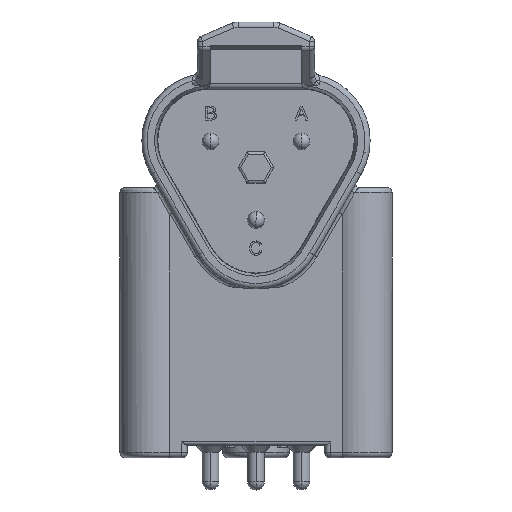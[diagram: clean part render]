
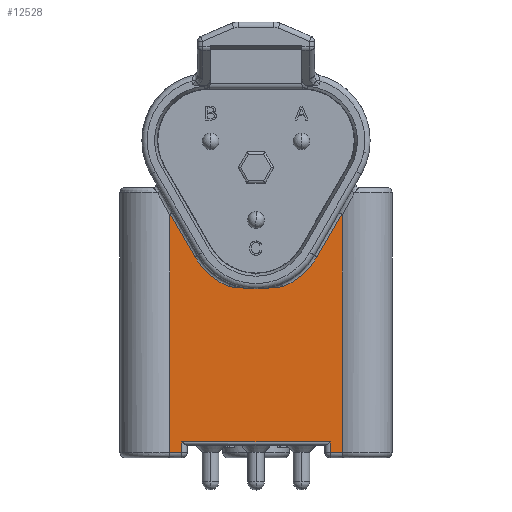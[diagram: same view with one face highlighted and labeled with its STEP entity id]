
A CAD part, front view. The second image highlights one B-rep face of the part: STEP entity #12528.
In plain terms, the highlighted planar face has unit normal (0, -1, 0).
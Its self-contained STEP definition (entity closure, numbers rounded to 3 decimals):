
#1410=DIRECTION('',(-1.,0.,0.));
#1411=VECTOR('',#1410,14.05);
#1412=CARTESIAN_POINT('',(7.025,16.89,-25.994));
#1413=LINE('',#1412,#1411);
#1414=DIRECTION('',(-1.,0.,0.));
#1415=VECTOR('',#1414,1.145);
#1416=CARTESIAN_POINT('',(-7.025,16.89,-26.994));
#1417=LINE('',#1416,#1415);
#1418=DIRECTION('',(0.,0.,1.));
#1419=VECTOR('',#1418,22.42);
#1420=CARTESIAN_POINT('',(-8.17,16.89,-26.994));
#1421=LINE('',#1420,#1419);
#1422=CARTESIAN_POINT('',(-8.114,16.89,-4.42));
#1423=CARTESIAN_POINT('',(-8.125,16.89,-4.427));
#1424=CARTESIAN_POINT('',(-8.143,16.89,
-4.444));
#1425=CARTESIAN_POINT('',(-8.16,16.89,
-4.482));
#1426=CARTESIAN_POINT('',(-8.168,16.89,
-4.524));
#1427=CARTESIAN_POINT('',(-8.17,16.89,
-4.557));
#1428=CARTESIAN_POINT('',(-8.17,16.89,
-4.574));
#1430=DIRECTION('',(0.5,0.,-0.866));
#1431=VECTOR('',#1430,4.658);
#1432=CARTESIAN_POINT('',(-8.114,16.89,-4.42));
#1433=LINE('',#1432,#1431);
#1434=CARTESIAN_POINT('',(0.,16.89,-5.114));
#1435=DIRECTION('',(0.,-1.,0.));
#1436=DIRECTION('',(-0.866,0.,-0.5));
#1437=AXIS2_PLACEMENT_3D('',#1434,#1435,#1436);
#1439=CARTESIAN_POINT('',(0.,16.89,-5.114));
#1440=DIRECTION('',(0.,-1.,0.));
#1441=DIRECTION('',(-0.112,0.,-0.994));
#1442=AXIS2_PLACEMENT_3D('',#1439,#1440,#1441);
#1444=CARTESIAN_POINT('',(0.,16.89,-5.114));
#1445=DIRECTION('',(0.,-1.,0.));
#1446=DIRECTION('',(0.38,0.,-0.925));
#1447=AXIS2_PLACEMENT_3D('',#1444,#1445,#1446);
#1449=DIRECTION('',(0.5,0.,0.866));
#1450=VECTOR('',#1449,4.658);
#1451=CARTESIAN_POINT('',(5.785,16.89,-8.454));
#1452=LINE('',#1451,#1450);
#1453=CARTESIAN_POINT('',(8.17,16.89,-4.574));
#1454=CARTESIAN_POINT('',(8.17,16.89,-4.557));
#1455=CARTESIAN_POINT('',(8.168,16.89,-4.525));
#1456=CARTESIAN_POINT('',(8.16,16.89,-4.482));
#1457=CARTESIAN_POINT('',(8.143,16.89,-4.444));
#1458=CARTESIAN_POINT('',(8.125,16.89,-4.427));
#1459=CARTESIAN_POINT('',(8.114,16.89,-4.42));
#1461=DIRECTION('',(0.,0.,-1.));
#1462=VECTOR('',#1461,22.42);
#1463=CARTESIAN_POINT('',(8.17,16.89,-4.574));
#1464=LINE('',#1463,#1462);
#1465=DIRECTION('',(-1.,0.,0.));
#1466=VECTOR('',#1465,1.145);
#1467=CARTESIAN_POINT('',(8.17,16.89,-26.994));
#1468=LINE('',#1467,#1466);
#1492=DIRECTION('',(0.,0.,-1.));
#1493=VECTOR('',#1492,1.);
#1494=CARTESIAN_POINT('',(7.025,16.89,-25.994));
#1495=LINE('',#1494,#1493);
#6719=CARTESIAN_POINT('',(2.536,16.89,-11.294));
#6720=CARTESIAN_POINT('',(2.318,16.89,-11.314));
#6721=CARTESIAN_POINT('',(1.893,16.89,-11.348));
#6722=CARTESIAN_POINT('',(1.286,16.89,-11.397));
#6723=CARTESIAN_POINT('',(0.9,16.89,-11.433));
#6724=CARTESIAN_POINT('',(0.712,16.89,-11.454));
#6774=CARTESIAN_POINT('',(-0.712,16.89,-11.454));
#6775=CARTESIAN_POINT('',(-0.816,16.89,-11.443));
#6776=CARTESIAN_POINT('',(-1.022,16.89,
-11.422));
#6777=CARTESIAN_POINT('',(-1.326,16.89,
-11.394));
#6778=CARTESIAN_POINT('',(-1.629,16.89,
-11.369));
#6779=CARTESIAN_POINT('',(-1.931,16.89,
-11.345));
#6780=CARTESIAN_POINT('',(-2.233,16.89,
-11.321));
#6781=CARTESIAN_POINT('',(-2.435,16.89,
-11.304));
#6782=CARTESIAN_POINT('',(-2.536,16.89,-11.294));
#7361=DIRECTION('',(0.,0.,1.));
#7362=VECTOR('',#7361,1.);
#7363=CARTESIAN_POINT('',(-7.025,16.89,-26.994));
#7364=LINE('',#7363,#7362);
#8964=VERTEX_POINT('',#1422);
#8965=VERTEX_POINT('',#1428);
#8971=CARTESIAN_POINT('',(-5.785,16.89,-8.454));
#8972=VERTEX_POINT('',#8971);
#8977=CARTESIAN_POINT('',(5.785,16.89,-8.454));
#8978=CARTESIAN_POINT('',(8.114,16.89,-4.42));
#8979=VERTEX_POINT('',#8977);
#8980=VERTEX_POINT('',#8978);
#8999=VERTEX_POINT('',#1453);
#9882=VERTEX_POINT('',#6719);
#9883=VERTEX_POINT('',#6724);
#9884=VERTEX_POINT('',#6774);
#9885=VERTEX_POINT('',#6782);
#9926=CARTESIAN_POINT('',(8.17,16.89,-26.994));
#9927=CARTESIAN_POINT('',(7.025,16.89,-26.994));
#9928=VERTEX_POINT('',#9926);
#9929=VERTEX_POINT('',#9927);
#9946=CARTESIAN_POINT('',(-8.17,16.89,-26.994));
#9948=VERTEX_POINT('',#9946);
#9950=CARTESIAN_POINT('',(-7.025,16.89,-26.994));
#9951=VERTEX_POINT('',#9950);
#10292=CARTESIAN_POINT('',(7.025,16.89,-25.994));
#10293=CARTESIAN_POINT('',(-7.025,16.89,-25.994));
#10294=VERTEX_POINT('',#10292);
#10295=VERTEX_POINT('',#10293);
#12490=CARTESIAN_POINT('',(0.,16.89,-1.894));
#12491=DIRECTION('',(0.,1.,0.));
#12492=DIRECTION('',(-1.,0.,0.));
#12493=AXIS2_PLACEMENT_3D('',#12490,#12491,#12492);
#12494=PLANE('',#12493);
#12496=ORIENTED_EDGE('',*,*,#12495,.T.);
#12498=ORIENTED_EDGE('',*,*,#12497,.F.);
#12500=ORIENTED_EDGE('',*,*,#12499,.T.);
#12502=ORIENTED_EDGE('',*,*,#12501,.T.);
#12503=ORIENTED_EDGE('',*,*,#12479,.F.);
#12505=ORIENTED_EDGE('',*,*,#12504,.T.);
#12507=ORIENTED_EDGE('',*,*,#12506,.T.);
#12509=ORIENTED_EDGE('',*,*,#12508,.F.);
#12511=ORIENTED_EDGE('',*,*,#12510,.T.);
#12513=ORIENTED_EDGE('',*,*,#12512,.F.);
#12515=ORIENTED_EDGE('',*,*,#12514,.T.);
#12517=ORIENTED_EDGE('',*,*,#12516,.T.);
#12519=ORIENTED_EDGE('',*,*,#12518,.F.);
#12521=ORIENTED_EDGE('',*,*,#12520,.T.);
#12523=ORIENTED_EDGE('',*,*,#12522,.T.);
#12525=ORIENTED_EDGE('',*,*,#12524,.F.);
#12526=EDGE_LOOP('',(#12496,#12498,#12500,#12502,#12503,#12505,#12507,#12509,
#12511,#12513,#12515,#12517,#12519,#12521,#12523,#12525));
#12527=FACE_OUTER_BOUND('',#12526,.F.);
#12528=ADVANCED_FACE('',(#12527),#12494,.F.);
#1429=B_SPLINE_CURVE_WITH_KNOTS('',3,(#1422,#1423,#1424,#1425,#1426,#1427,
#1428),.UNSPECIFIED.,.F.,.F.,(4,1,1,1,4),(0.,0.25,0.5,0.75,1.),
.UNSPECIFIED.);
#1438=CIRCLE('',#1437,6.68);
#1443=CIRCLE('',#1442,6.38);
#1448=CIRCLE('',#1447,6.68);
#1460=B_SPLINE_CURVE_WITH_KNOTS('',3,(#1453,#1454,#1455,#1456,#1457,#1458,
#1459),.UNSPECIFIED.,.F.,.F.,(4,1,1,1,4),(0.,0.25,0.5,0.75,1.),
.UNSPECIFIED.);
#6725=B_SPLINE_CURVE_WITH_KNOTS('',3,(#6719,#6720,#6721,#6722,#6723,#6724),
.UNSPECIFIED.,.F.,.F.,(4,1,1,4),(0.,0.333,0.667,1.),
.UNSPECIFIED.);
#6783=B_SPLINE_CURVE_WITH_KNOTS('',3,(#6774,#6775,#6776,#6777,#6778,#6779,#6780,
#6781,#6782),.UNSPECIFIED.,.F.,.F.,(4,1,1,1,1,1,4),(0.,0.167,
0.333,0.5,0.667,0.833,1.),
.UNSPECIFIED.);
#12479=EDGE_CURVE('',#8964,#8965,#1429,.T.);
#12495=EDGE_CURVE('',#10294,#10295,#1413,.T.);
#12497=EDGE_CURVE('',#9951,#10295,#7364,.T.);
#12499=EDGE_CURVE('',#9951,#9948,#1417,.T.);
#12501=EDGE_CURVE('',#9948,#8965,#1421,.T.);
#12504=EDGE_CURVE('',#8964,#8972,#1433,.T.);
#12506=EDGE_CURVE('',#8972,#9885,#1438,.T.);
#12508=EDGE_CURVE('',#9884,#9885,#6783,.T.);
#12510=EDGE_CURVE('',#9884,#9883,#1443,.T.);
#12512=EDGE_CURVE('',#9882,#9883,#6725,.T.);
#12514=EDGE_CURVE('',#9882,#8979,#1448,.T.);
#12516=EDGE_CURVE('',#8979,#8980,#1452,.T.);
#12518=EDGE_CURVE('',#8999,#8980,#1460,.T.);
#12520=EDGE_CURVE('',#8999,#9928,#1464,.T.);
#12522=EDGE_CURVE('',#9928,#9929,#1468,.T.);
#12524=EDGE_CURVE('',#10294,#9929,#1495,.T.);
